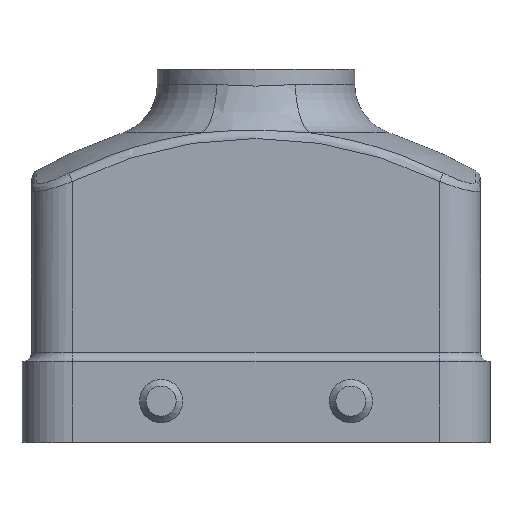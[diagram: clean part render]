
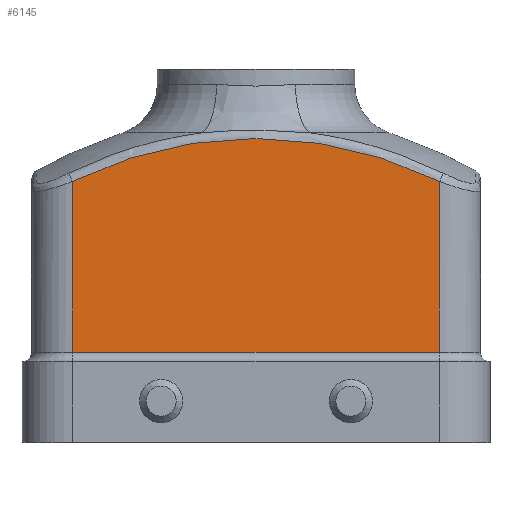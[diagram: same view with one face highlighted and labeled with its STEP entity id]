
A CAD part, top view. The second image highlights one B-rep face of the part: STEP entity #6145.
In plain terms, the highlighted planar face has unit normal (0, 0, 1).
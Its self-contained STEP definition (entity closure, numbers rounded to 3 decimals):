
#64 = FACE_OUTER_BOUND ( 'NONE', #1649, .T. ) ;
#1551 = DIRECTION ( 'NONE',  ( -1., 0., 0. ) ) ;
#1552 = DIRECTION ( 'NONE',  ( 0., 0., -1. ) ) ;
#1553 = CARTESIAN_POINT ( 'NONE',  ( 29., 38.5, 20.5 ) ) ;
#1554 = PLANE ( 'NONE',  #4069 ) ;
#1603 = VERTEX_POINT ( 'NONE', #3672 ) ;
#1605 = VERTEX_POINT ( 'NONE', #3671 ) ;
#1611 = VERTEX_POINT ( 'NONE', #3657 ) ;
#1649 = EDGE_LOOP ( 'NONE', ( #1740, #1735, #1731, #1737 ) ) ;
#1731 = ORIENTED_EDGE ( 'NONE', *, *, #6045, .F. ) ;
#1735 = ORIENTED_EDGE ( 'NONE', *, *, #6046, .T. ) ;
#1737 = ORIENTED_EDGE ( 'NONE', *, *, #6043, .T. ) ;
#1740 = ORIENTED_EDGE ( 'NONE', *, *, #6086, .T. ) ;
#1898 = VERTEX_POINT ( 'NONE', #3594 ) ;
#2142 = DIRECTION ( 'NONE',  ( 0., -1., 0. ) ) ;
#2145 = CARTESIAN_POINT ( 'NONE',  ( -29., 38.5, 20.5 ) ) ;
#2312 = CARTESIAN_POINT ( 'NONE',  ( 29., 38.5, 20.5 ) ) ;
#2315 = DIRECTION ( 'NONE',  ( -1., 0., 0. ) ) ;
#2316 = DIRECTION ( 'NONE',  ( 0., 0., 1. ) ) ;
#2317 = CARTESIAN_POINT ( 'NONE',  ( 0., -17.252, 20.5 ) ) ;
#2322 = DIRECTION ( 'NONE',  ( 1., 0., 0. ) ) ;
#2323 = CARTESIAN_POINT ( 'NONE',  ( 29., 14.25, 20.5 ) ) ;
#2324 = DIRECTION ( 'NONE',  ( 0., -1., 0. ) ) ;
#3594 = CARTESIAN_POINT ( 'NONE',  ( 29., 14.25, 20.5 ) ) ;
#3657 = CARTESIAN_POINT ( 'NONE',  ( 29., 41.248, 20.5 ) ) ;
#3671 = CARTESIAN_POINT ( 'NONE',  ( -29., 14.25, 20.5 ) ) ;
#3672 = CARTESIAN_POINT ( 'NONE',  ( -29., 41.248, 20.5 ) ) ;
#4069 = AXIS2_PLACEMENT_3D ( 'NONE', #1553, #1552, #1551 ) ;
#4413 = VECTOR ( 'NONE', #2322, 1000. ) ;
#4419 = VECTOR ( 'NONE', #2324, 1000. ) ;
#4428 = AXIS2_PLACEMENT_3D ( 'NONE', #2317, #2316, #2315 ) ;
#4445 = CIRCLE ( 'NONE', #4428, 65.294 ) ;
#4528 = VECTOR ( 'NONE', #2142, 1000. ) ;
#6043 = EDGE_CURVE ( 'NONE', #1611, #1603, #4445, .T. ) ;
#6045 = EDGE_CURVE ( 'NONE', #1611, #1898, #6198, .T. ) ;
#6046 = EDGE_CURVE ( 'NONE', #1605, #1898, #6196, .T. ) ;
#6086 = EDGE_CURVE ( 'NONE', #1603, #1605, #6141, .T. ) ;
#6141 = LINE ( 'NONE', #2145, #4528 ) ;
#6145 = ADVANCED_FACE ( 'NONE', ( #64 ), #1554, .F. ) ;
#6196 = LINE ( 'NONE', #2323, #4413 ) ;
#6198 = LINE ( 'NONE', #2312, #4419 ) ;
